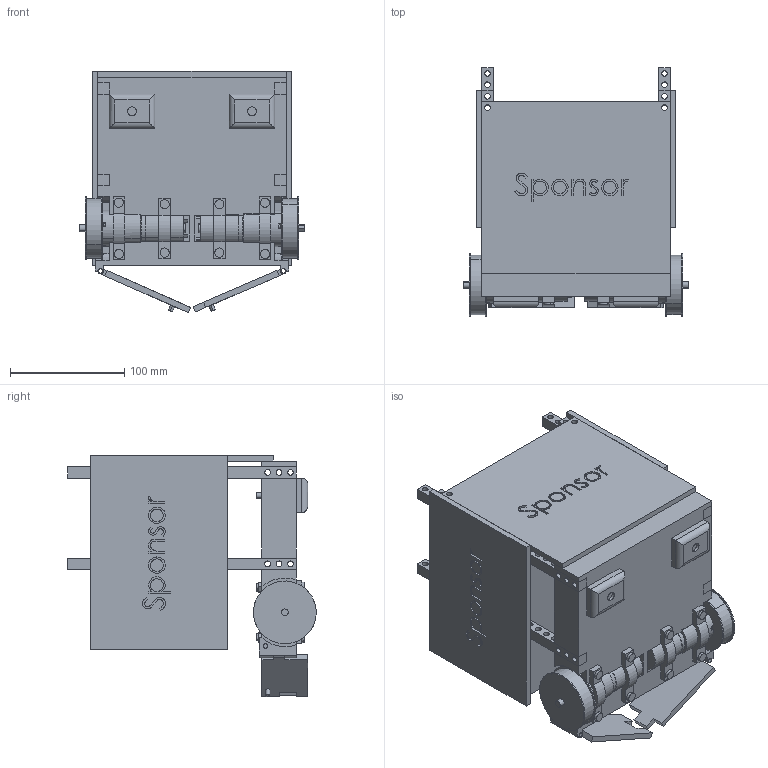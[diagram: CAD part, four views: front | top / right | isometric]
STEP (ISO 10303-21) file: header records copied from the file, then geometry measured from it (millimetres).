
FILE_DESCRIPTION (( 'STEP AP214' ), '1' );
FILE_NAME ('base_robot2_assV3.STEP', '2015-12-27T09:25:03', ( '' ), ( '' ), 'SwSTEP 2.0', 'SolidWorks 2014', '' );
FILE_SCHEMA (( 'AUTOMOTIVE_DESIGN' ));
Length unit declared in the file: millimetre
Products named in the file (18): raspberry; moteur_IG320100; support_moteur_30mm; base_robot2_modelV3; roue_imprimer_model; vis_5mm; support_moteur_32.02mm; tige_robot2_model_V1; patin_robot2_model; arduino; ecrou_5mm_model; panneau_sponsor_robot2_droit_120mm_model_V1; panneau_sponsor_robot2_150mm; plaque_tige_robot2_10mm; base_robot2_assV3; panneau_sponsor_robot2_gauche_120mm_model_V1; plaque_chasse_eige_robot2_model_D; plaque_chasse_eige_robot2_model_G
Assembly tree (42 placements, depth 2):
  base_robot2_assV3
    base_robot2_modelV3
    moteur_IG320100  x2
    patin_robot2_model  x2
    support_moteur_30mm  x2
    support_moteur_32.02mm  x2
    vis_5mm  x10
    ecrou_5mm_model  x8
    raspberry
    arduino
    roue_imprimer_model  x2
    plaque_chasse_eige_robot2_model_G
    plaque_chasse_eige_robot2_model_D
    tige_robot2_model_V1  x4
    plaque_tige_robot2_10mm  x2
    panneau_sponsor_robot2_150mm
    panneau_sponsor_robot2_gauche_120mm_model_V1
    panneau_sponsor_robot2_droit_120mm_model_V1
Bounding box: 196.8 x 217.48 x 211.32 mm (x, y, z)
Volume: 1829330.4 mm3; surface area: 525639.8 mm2
Topology: 42 solids, 42 shells, 2192 faces, 5491 edges, 3627 vertices
Faces by surface type: plane 1121, cylinder 680, bspline 343, torus 48
Entity records: 68475 total; most frequent: CARTESIAN_POINT 27054, ORIENTED_EDGE 8738, DIRECTION 7443, EDGE_CURVE 4369, VERTEX_POINT 2887, VECTOR 2755, LINE 2755, AXIS2_PLACEMENT_3D 2344
